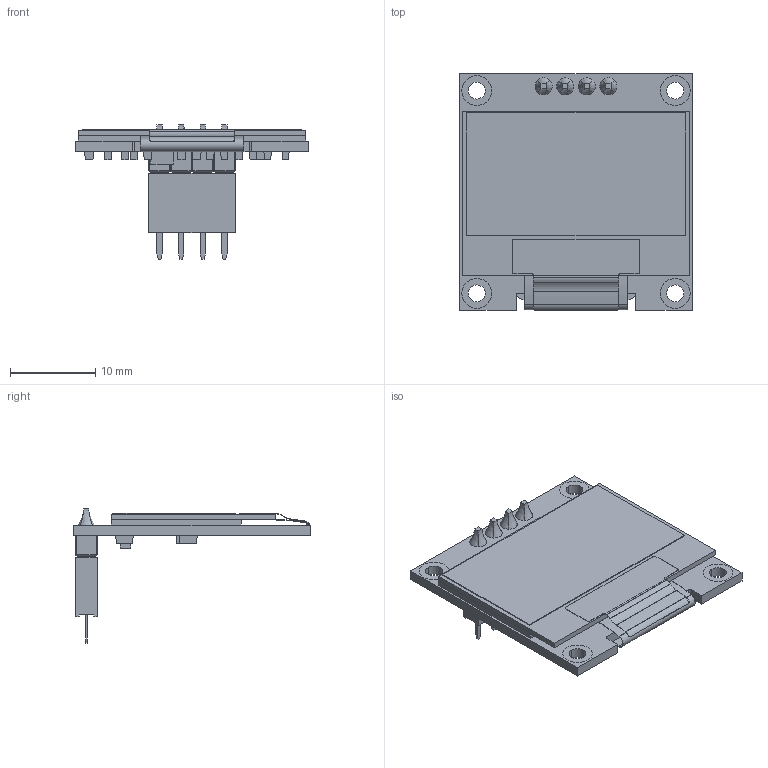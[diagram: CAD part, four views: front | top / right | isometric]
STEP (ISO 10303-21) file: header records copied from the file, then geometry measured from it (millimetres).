
FILE_DESCRIPTION(('FreeCAD Model'),'2;1');
FILE_NAME('PinSocket_1x04_P254mm_Vertical_sp.step', '2020-10-11T17:52:08',('kicad StepUp'),('ksu MCAD'), 'Open CASCADE STEP processor 7.3','FreeCAD','Unknown');
FILE_SCHEMA(('AUTOMOTIVE_DESIGN { 1 0 10303 214 1 1 1 1 }'));
Length unit declared in the file: millimetre
Products named in the file (1): PinSocket_1x04_P254mm_Vertical_sp
Bounding box: 27.3 x 27.8 x 15.75 mm (x, y, z)
Volume: 1797.7 mm3; surface area: 3177.8 mm2
Topology: 22 solids, 22 shells, 443 faces, 1073 edges, 708 vertices
Faces by surface type: plane 393, cylinder 34, bspline 16
Entity records: 16058 total; most frequent: CARTESIAN_POINT 2581, ORIENTED_EDGE 2146, DIRECTION 1989, EDGE_CURVE 1073, LINE 941, VECTOR 941, VERTEX_POINT 708, AXIS2_PLACEMENT_3D 524
